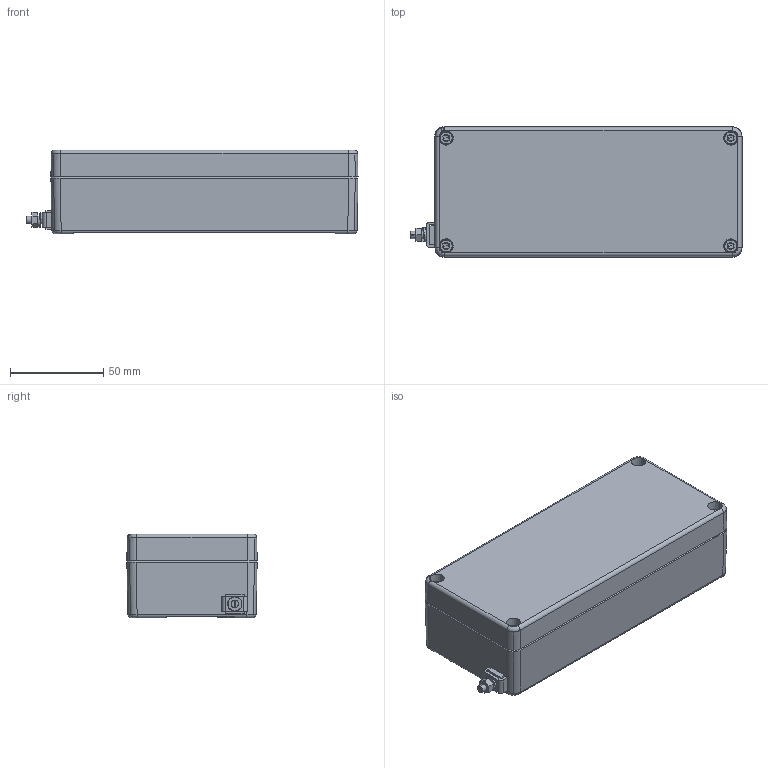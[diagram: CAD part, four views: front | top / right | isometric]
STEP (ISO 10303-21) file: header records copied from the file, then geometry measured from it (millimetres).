
FILE_DESCRIPTION(('CATIA V5R24 STEP','CAx-IF Rec.Pracs.--- Model Styling and Organization---1.2---2011-12-15'),'2;1');
FILE_NAME ('D1465005_1_9526880000_9526880000.stp','2018-04-20T06:02:10+00:00',('none'),('Weidmueller'),'CATIA Version 5-6 Release 2014 SP4 HF52','CATIA V5 STEP AP214','none');
FILE_SCHEMA(('AUTOMOTIVE_DESIGN { 1 0 10303 214 1 1 1 1 }'));
Length unit declared in the file: millimetre
Products named in the file (1): K3 EX
Bounding box: 178.38 x 70 x 45 mm (x, y, z)
Volume: 159507.3 mm3; surface area: 98049.1 mm2
Topology: 10 solids, 10 shells, 1064 faces, 2722 edges, 1722 vertices
Faces by surface type: plane 359, cylinder 314, cone 230, torus 93, bspline 56, sphere 12
Entity records: 34420 total; most frequent: CARTESIAN_POINT 9965, ORIENTED_EDGE 5416, DIRECTION 3762, EDGE_CURVE 2708, AXIS2_PLACEMENT_3D 1733, VERTEX_POINT 1722, VECTOR 1210, LINE 1210
